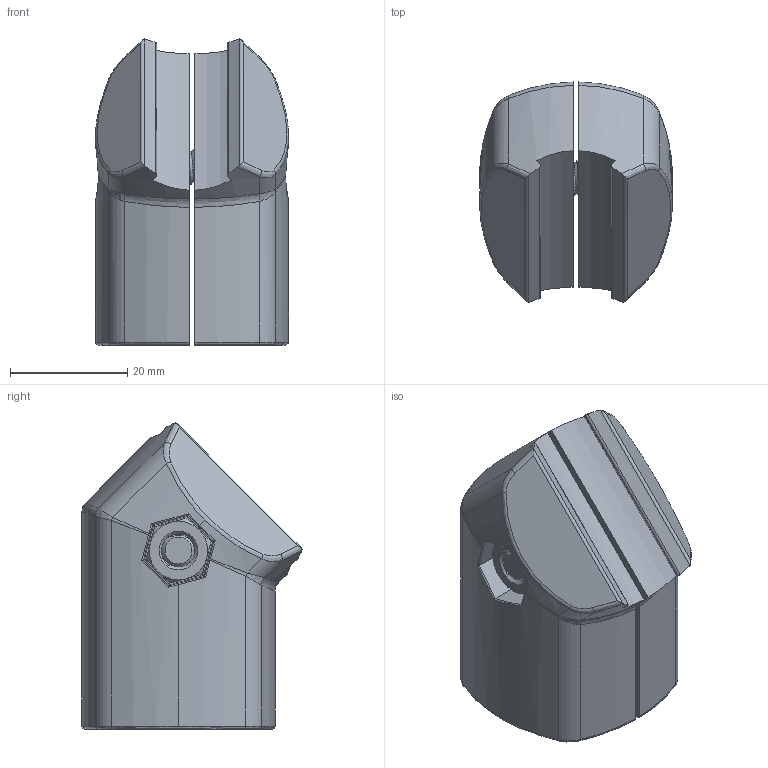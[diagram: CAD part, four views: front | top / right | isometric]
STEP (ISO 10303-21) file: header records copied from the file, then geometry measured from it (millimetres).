
FILE_DESCRIPTION (( 'STEP AP214' ), '1' );
FILE_NAME ('B394 Ñîåäèíèòåëü òðóáíûõ ïðîôèëåé Ô28 íàðóæíûé ïîä óãëîì 45 ãð.STEP', '2024-01-25T09:29:20', ( '' ), ( '' ), 'SwSTEP 2.0', 'SolidWorks 2022', '' );
FILE_SCHEMA (( 'AUTOMOTIVE_DESIGN' ));
Length unit declared in the file: millimetre
Products named in the file (1): B394 Соединитель трубных профилей Ф28 наружный  под углом 45 гр
Bounding box: 33 x 37.61 x 52.31 mm (x, y, z)
Volume: 22569.6 mm3; surface area: 13326.5 mm2
Topology: 4 solids, 4 shells, 357 faces, 958 edges, 617 vertices
Faces by surface type: cylinder 132, plane 102, bspline 82, cone 31, torus 10
Entity records: 23571 total; most frequent: CARTESIAN_POINT 11648, ORIENTED_EDGE 1916, DIRECTION 1278, EDGE_CURVE 958, VERTEX_POINT 617, AXIS2_PLACEMENT_3D 466, B_SPLINE_CURVE_WITH_KNOTS 410, EDGE_LOOP 371
